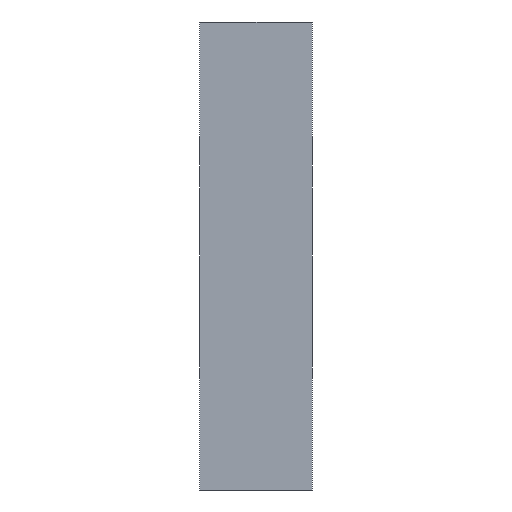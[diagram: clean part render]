
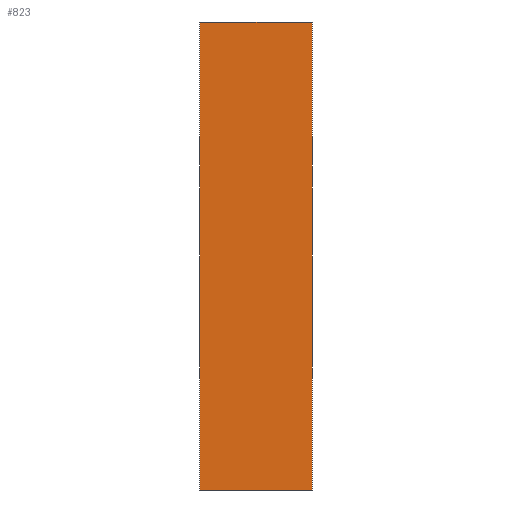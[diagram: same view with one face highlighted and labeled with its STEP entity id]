
A CAD part, left-side view. The second image highlights one B-rep face of the part: STEP entity #823.
In plain terms, the highlighted planar face has unit normal (-1, 0, 0).
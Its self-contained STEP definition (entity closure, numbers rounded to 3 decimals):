
#431 = VECTOR ( 'NONE', #3914, 1000. ) ;
#782 = EDGE_CURVE ( 'NONE', #1311, #7650, #3106, .T. ) ;
#823 = ADVANCED_FACE ( 'NONE', ( #7802 ), #3195, .F. ) ;
#1311 = VERTEX_POINT ( 'NONE', #6522 ) ;
#1389 = VECTOR ( 'NONE', #7384, 1000. ) ;
#1494 = VECTOR ( 'NONE', #3396, 1000. ) ;
#1916 = ORIENTED_EDGE ( 'NONE', *, *, #1945, .T. ) ;
#1945 = EDGE_CURVE ( 'NONE', #5070, #8138, #6613, .T. ) ;
#2211 = CARTESIAN_POINT ( 'NONE',  ( 0., 6., 0. ) ) ;
#2799 = LINE ( 'NONE', #2888, #1389 ) ;
#2888 = CARTESIAN_POINT ( 'NONE',  ( 0., 6., -25. ) ) ;
#3064 = AXIS2_PLACEMENT_3D ( 'NONE', #3289, #3091, #3082 ) ;
#3082 = DIRECTION ( 'NONE',  ( 0., 0., -1. ) ) ;
#3091 = DIRECTION ( 'NONE',  ( 1., 0., 0. ) ) ;
#3106 = LINE ( 'NONE', #3401, #1494 ) ;
#3195 = PLANE ( 'NONE',  #3064 ) ;
#3256 = ORIENTED_EDGE ( 'NONE', *, *, #782, .F. ) ;
#3289 = CARTESIAN_POINT ( 'NONE',  ( 0., 6., 0. ) ) ;
#3395 = CARTESIAN_POINT ( 'NONE',  ( 0., 6., 0. ) ) ;
#3396 = DIRECTION ( 'NONE',  ( 0., 0., 1. ) ) ;
#3401 = CARTESIAN_POINT ( 'NONE',  ( 0., 6., 0. ) ) ;
#3503 = DIRECTION ( 'NONE',  ( 0., 0., 1. ) ) ;
#3654 = CARTESIAN_POINT ( 'NONE',  ( 0., 0., 0. ) ) ;
#3914 = DIRECTION ( 'NONE',  ( 0., -1., 0. ) ) ;
#4053 = LINE ( 'NONE', #3395, #431 ) ;
#4315 = EDGE_LOOP ( 'NONE', ( #1916, #7399, #3256, #5516 ) ) ;
#4898 = VECTOR ( 'NONE', #3503, 1000. ) ;
#5070 = VERTEX_POINT ( 'NONE', #6373 ) ;
#5271 = EDGE_CURVE ( 'NONE', #7650, #8138, #4053, .T. ) ;
#5516 = ORIENTED_EDGE ( 'NONE', *, *, #8066, .T. ) ;
#5712 = CARTESIAN_POINT ( 'NONE',  ( 0., 0., 0. ) ) ;
#6373 = CARTESIAN_POINT ( 'NONE',  ( 0., 0., -25. ) ) ;
#6522 = CARTESIAN_POINT ( 'NONE',  ( 0., 6., -25. ) ) ;
#6613 = LINE ( 'NONE', #3654, #4898 ) ;
#7384 = DIRECTION ( 'NONE',  ( 0., -1., 0. ) ) ;
#7399 = ORIENTED_EDGE ( 'NONE', *, *, #5271, .F. ) ;
#7650 = VERTEX_POINT ( 'NONE', #2211 ) ;
#7802 = FACE_OUTER_BOUND ( 'NONE', #4315, .T. ) ;
#8066 = EDGE_CURVE ( 'NONE', #1311, #5070, #2799, .T. ) ;
#8138 = VERTEX_POINT ( 'NONE', #5712 ) ;
